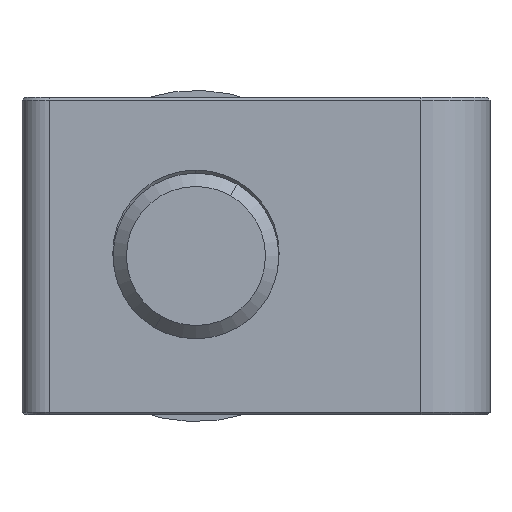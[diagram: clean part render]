
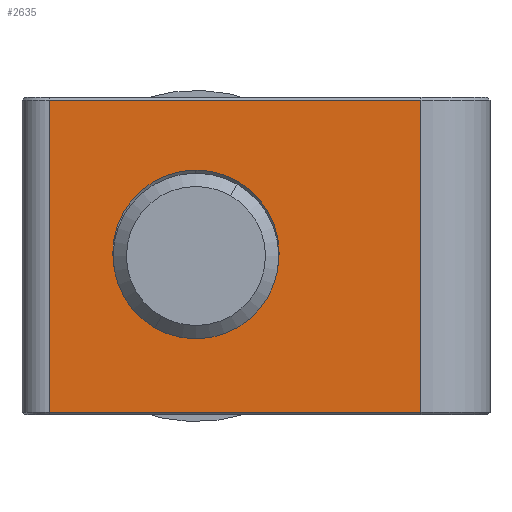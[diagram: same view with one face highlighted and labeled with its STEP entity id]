
A CAD part, front view. The second image highlights one B-rep face of the part: STEP entity #2635.
In plain terms, the highlighted face is planar.
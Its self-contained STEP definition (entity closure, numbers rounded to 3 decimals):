
#81 = CARTESIAN_POINT ( 'NONE',  ( 0., 25., 23. ) ) ;
#104 = DIRECTION ( 'NONE',  ( 0., 0., 1. ) ) ;
#195 = ORIENTED_EDGE ( 'NONE', *, *, #3507, .T. ) ;
#453 = CARTESIAN_POINT ( 'NONE',  ( 28.9, 25., 23. ) ) ;
#560 = AXIS2_PLACEMENT_3D ( 'NONE', #1382, #3554, #1689 ) ;
#569 = DIRECTION ( 'NONE',  ( 1., 0., 0. ) ) ;
#627 = VECTOR ( 'NONE', #2932, 1000. ) ;
#677 = DIRECTION ( 'NONE',  ( 0., 0., 1. ) ) ;
#679 = VERTEX_POINT ( 'NONE', #3763 ) ;
#758 = FACE_OUTER_BOUND ( 'NONE', #2885, .T. ) ;
#846 = ORIENTED_EDGE ( 'NONE', *, *, #2747, .T. ) ;
#975 = LINE ( 'NONE', #1800, #2519 ) ;
#1024 = PLANE ( 'NONE',  #2895 ) ;
#1195 = VERTEX_POINT ( 'NONE', #1412 ) ;
#1294 = ORIENTED_EDGE ( 'NONE', *, *, #3852, .F. ) ;
#1334 = DIRECTION ( 'NONE',  ( 0., -1., 0. ) ) ;
#1382 = CARTESIAN_POINT ( 'NONE',  ( 12.6, 25., 11.3 ) ) ;
#1389 = FACE_BOUND ( 'NONE', #4000, .T. ) ;
#1412 = CARTESIAN_POINT ( 'NONE',  ( 2., 25., 22.8 ) ) ;
#1421 = AXIS2_PLACEMENT_3D ( 'NONE', #3826, #1955, #104 ) ;
#1464 = LINE ( 'NONE', #453, #627 ) ;
#1548 = LINE ( 'NONE', #2743, #3094 ) ;
#1689 = DIRECTION ( 'NONE',  ( 0., 0., 1. ) ) ;
#1800 = CARTESIAN_POINT ( 'NONE',  ( 0., 25., 22.8 ) ) ;
#1812 = EDGE_CURVE ( 'NONE', #1195, #2314, #975, .T. ) ;
#1903 = ORIENTED_EDGE ( 'NONE', *, *, #3216, .F. ) ;
#1955 = DIRECTION ( 'NONE',  ( 0., 1., 0. ) ) ;
#1964 = VECTOR ( 'NONE', #677, 1000. ) ;
#1979 = CIRCLE ( 'NONE', #1421, 6.025 ) ;
#1994 = EDGE_CURVE ( 'NONE', #2494, #1195, #3627, .T. ) ;
#2103 = ORIENTED_EDGE ( 'NONE', *, *, #1812, .T. ) ;
#2237 = CARTESIAN_POINT ( 'NONE',  ( 2., 25., 23. ) ) ;
#2314 = VERTEX_POINT ( 'NONE', #3655 ) ;
#2494 = VERTEX_POINT ( 'NONE', #2785 ) ;
#2519 = VECTOR ( 'NONE', #569, 1000. ) ;
#2635 = ADVANCED_FACE ( 'NONE', ( #1389, #758 ), #1024, .F. ) ;
#2743 = CARTESIAN_POINT ( 'NONE',  ( 2., 25., 0.2 ) ) ;
#2747 = EDGE_CURVE ( 'NONE', #2314, #2872, #1464, .T. ) ;
#2785 = CARTESIAN_POINT ( 'NONE',  ( 2., 25., 0.2 ) ) ;
#2872 = VERTEX_POINT ( 'NONE', #3933 ) ;
#2885 = EDGE_LOOP ( 'NONE', ( #846, #195, #3473, #2103 ) ) ;
#2895 = AXIS2_PLACEMENT_3D ( 'NONE', #81, #1334, #3501 ) ;
#2932 = DIRECTION ( 'NONE',  ( 0., 0., -1. ) ) ;
#3051 = DIRECTION ( 'NONE',  ( -1., 0., 0. ) ) ;
#3094 = VECTOR ( 'NONE', #3051, 1000. ) ;
#3186 = VERTEX_POINT ( 'NONE', #3463 ) ;
#3216 = EDGE_CURVE ( 'NONE', #3186, #679, #1979, .T. ) ;
#3375 = CIRCLE ( 'NONE', #560, 6.025 ) ;
#3463 = CARTESIAN_POINT ( 'NONE',  ( 12.6, 25., 17.325 ) ) ;
#3473 = ORIENTED_EDGE ( 'NONE', *, *, #1994, .T. ) ;
#3501 = DIRECTION ( 'NONE',  ( 1., 0., 0. ) ) ;
#3507 = EDGE_CURVE ( 'NONE', #2872, #2494, #1548, .T. ) ;
#3554 = DIRECTION ( 'NONE',  ( 0., 1., 0. ) ) ;
#3627 = LINE ( 'NONE', #2237, #1964 ) ;
#3655 = CARTESIAN_POINT ( 'NONE',  ( 28.9, 25., 22.8 ) ) ;
#3763 = CARTESIAN_POINT ( 'NONE',  ( 12.6, 25., 5.275 ) ) ;
#3826 = CARTESIAN_POINT ( 'NONE',  ( 12.6, 25., 11.3 ) ) ;
#3852 = EDGE_CURVE ( 'NONE', #679, #3186, #3375, .T. ) ;
#3933 = CARTESIAN_POINT ( 'NONE',  ( 28.9, 25., 0.2 ) ) ;
#4000 = EDGE_LOOP ( 'NONE', ( #1903, #1294 ) ) ;
